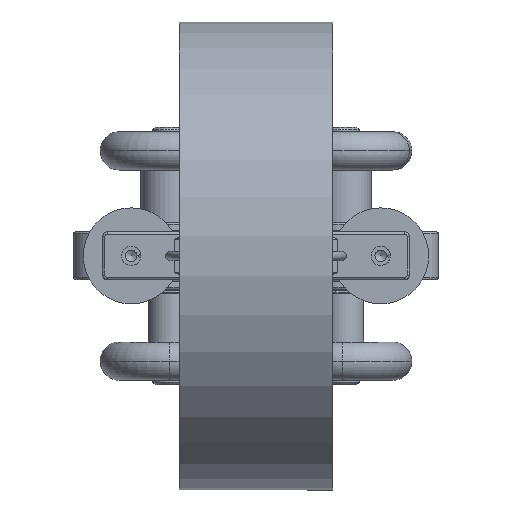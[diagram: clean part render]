
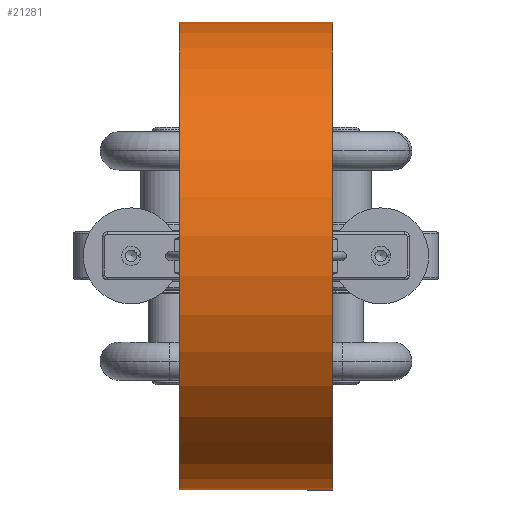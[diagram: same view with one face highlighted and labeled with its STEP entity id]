
A CAD part, front view. The second image highlights one B-rep face of the part: STEP entity #21281.
In plain terms, the highlighted cylindrical face has radius 77.47 mm (diameter 154.94 mm), a partial arc.
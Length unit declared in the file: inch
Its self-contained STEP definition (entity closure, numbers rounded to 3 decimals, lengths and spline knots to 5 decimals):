
#21193=CARTESIAN_POINT('',(2.84624,-6.90391,1.0));
#21194=VERTEX_POINT('',#21193);
#21201=CARTESIAN_POINT('',(2.84624,-6.90391,-1.0));
#21202=VERTEX_POINT('',#21201);
#21203=CARTESIAN_POINT('',(2.84624,-6.90391,-1.0));
#21204=DIRECTION('',(0.0,0.0,1.0));
#21205=VECTOR('',#21204,2.0);
#21206=LINE('',#21203,#21205);
#21207=EDGE_CURVE('',#21202,#21194,#21206,.T.);
#21249=CARTESIAN_POINT('',(0.0,-8.0,0.0));
#21250=DIRECTION('',(0.0,0.0,1.0));
#21251=DIRECTION('',(-0.933,0.359,0.0));
#21252=AXIS2_PLACEMENT_3D('',#21249,#21250,#21251);
#21253=CYLINDRICAL_SURFACE('',#21252,3.05);
#21254=ORIENTED_EDGE('',*,*,#21207,.T.);
#21255=CARTESIAN_POINT('',(-2.84624,-6.90391,1.0));
#21256=VERTEX_POINT('',#21255);
#21257=CARTESIAN_POINT('',(0.0,-8.0,1.0));
#21258=DIRECTION('',(0.0,0.0,1.0));
#21259=DIRECTION('',(-0.933,0.359,0.0));
#21260=AXIS2_PLACEMENT_3D('',#21257,#21258,#21259);
#21261=CIRCLE('',#21260,3.05);
#21262=EDGE_CURVE('',#21256,#21194,#21261,.T.);
#21263=ORIENTED_EDGE('',*,*,#21262,.F.);
#21264=CARTESIAN_POINT('',(-2.84624,-6.90391,-1.0));
#21265=VERTEX_POINT('',#21264);
#21266=CARTESIAN_POINT('',(-2.84624,-6.90391,-1.0));
#21267=DIRECTION('',(0.0,0.0,1.0));
#21268=VECTOR('',#21267,2.0);
#21269=LINE('',#21266,#21268);
#21270=EDGE_CURVE('',#21265,#21256,#21269,.T.);
#21271=ORIENTED_EDGE('',*,*,#21270,.F.);
#21272=CARTESIAN_POINT('',(0.0,-8.0,-1.0));
#21273=DIRECTION('',(0.0,0.0,1.));
#21274=DIRECTION('',(-0.933,0.359,0.0));
#21275=AXIS2_PLACEMENT_3D('',#21272,#21273,#21274);
#21276=CIRCLE('',#21275,3.05);
#21277=EDGE_CURVE('',#21265,#21202,#21276,.T.);
#21278=ORIENTED_EDGE('',*,*,#21277,.T.);
#21279=EDGE_LOOP('',(#21254,#21263,#21271,#21278));
#21280=FACE_OUTER_BOUND('',#21279,.T.);
#21281=ADVANCED_FACE('',(#21280),#21253,.T.);
